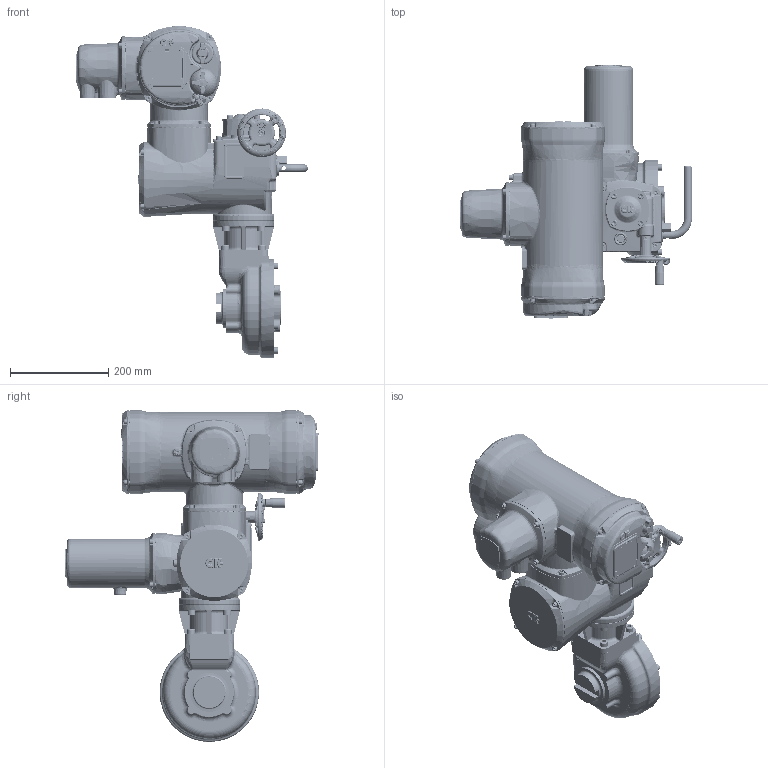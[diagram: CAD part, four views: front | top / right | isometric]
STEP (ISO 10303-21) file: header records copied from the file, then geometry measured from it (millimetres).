
FILE_DESCRIPTION(/* description */ ('Unknown'),/* implementation_level */ '2;1');
FILE_NAME(/* name */ 'A4B4N0BS00X-1',/* time_stamp */ '2019-04-05T19:04:31+06:00',/* author */ ('Unknown'),/* organization */ ('Unknown'),/* preprocessor_version */ 'ST-DEVELOPER v16.7',/* originating_system */ 'DEX',/* authorisation */ $);
FILE_SCHEMA (('AUTOMOTIVE_DESIGN {1 0 10303 214 3 1 1}'));
Length unit declared in the file: millimetre
Products named in the file (1): A4B4N0BS00
Bounding box: 470.34 x 517.7 x 674.3 mm (x, y, z)
Volume: 21596594 mm3; surface area: 916662.7 mm2
Topology: 33 solids, 33 shells, 13616 faces, 32873 edges, 19578 vertices
Faces by surface type: plane 4648, bspline 3987, cylinder 3006, torus 876, cone 644, sphere 455
Full cylindrical faces by diameter (mm): 1.152 x1, 3.2 x1, 4.2 x6, 4.4 x1, 4.5 x4, 4.917 x8, 5.5 x4, 6 x15, 6.45 x4, 6.47 x4, 6.5 x12, 6.6 x4, 7 x5, 8 x14, 8.2 x1, 8.376 x4, 8.5 x12, 9 x4, 10 x37, 10.22 x4, 10.5 x4, 10.8 x4, 11 x1, 11.92 x1, 12 x2, 13 x18, 13.5 x1, 14 x1, 14.5 x4, 15.5 x1
Entity records: 594925 total; most frequent: CARTESIAN_POINT 224284, ORIENTED_EDGE 63314, DIRECTION 45642, EDGE_CURVE 31657, VERTEX_POINT 19300, AXIS2_PLACEMENT_3D 17277, FACE_BOUND 14957, EDGE_LOOP 14915
